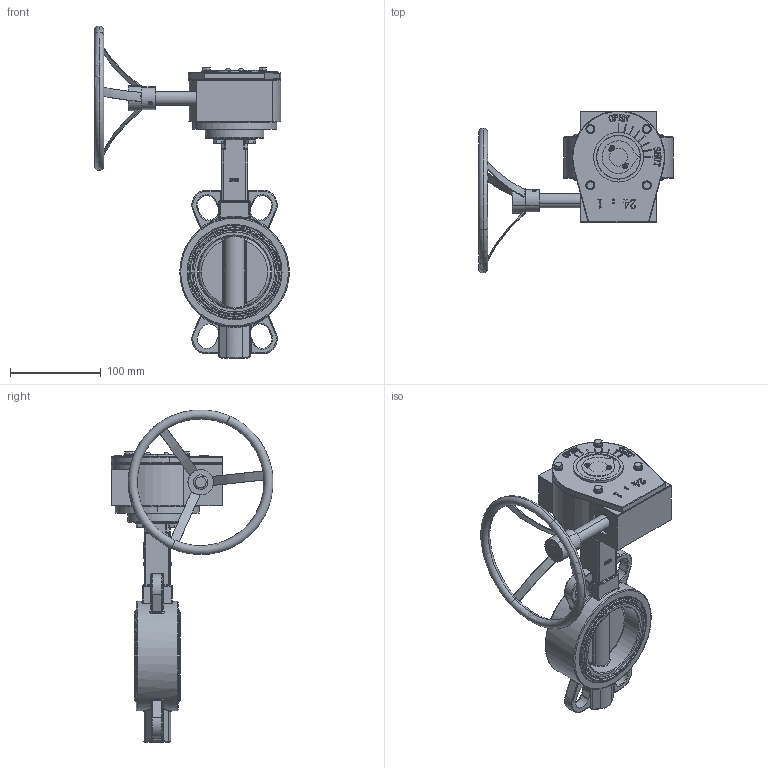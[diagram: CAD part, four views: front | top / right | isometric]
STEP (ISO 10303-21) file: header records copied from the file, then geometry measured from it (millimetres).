
FILE_DESCRIPTION(('HOOPS Exchange Step'),'2;1');
FILE_NAME('AK05_DN80_gear.stp','2025-07-21T08:32:18+02:00',('nieru'),('Unknown organisation'),'HOOPS Exchange 2024.2','HOOPS Exchange','Unknown authorisation');
FILE_SCHEMA( ('AP203_CONFIGURATION_CONTROLLED_3D_DESIGN_OF_MECHANICAL_PARTS_AND_ASSEMBLIES_MIM_LF') );
Length unit declared in the file: millimetre
Products named in the file (4): 0; root
Assembly tree (3 placements, depth 3):
  root
    0
      0
      0
Bounding box: 215 x 178.93 x 366.82 mm (x, y, z)
Volume: 1064948 mm3; surface area: 265424.8 mm2
Topology: 37 solids, 37 shells, 1863 faces, 4789 edges, 3070 vertices
Faces by surface type: plane 725, cylinder 600, bspline 281, torus 123, cone 111, sphere 23
Full cylindrical faces by diameter (mm): 3 x2, 5 x4, 5.3 x4, 6 x4, 6.6 x4, 7 x4, 10 x4, 12 x4, 17 x1, 24 x1, 44 x1, 47.9 x1, 65 x1, 80 x1, 100 x2, 103 x2, 121 x1
Entity records: 125033 total; most frequent: CARTESIAN_POINT 83400, ORIENTED_EDGE 9526, DIRECTION 6941, EDGE_CURVE 4763, VERTEX_POINT 3070, AXIS2_PLACEMENT_3D 2445, EDGE_LOOP 2061, FACE_BOUND 2061
